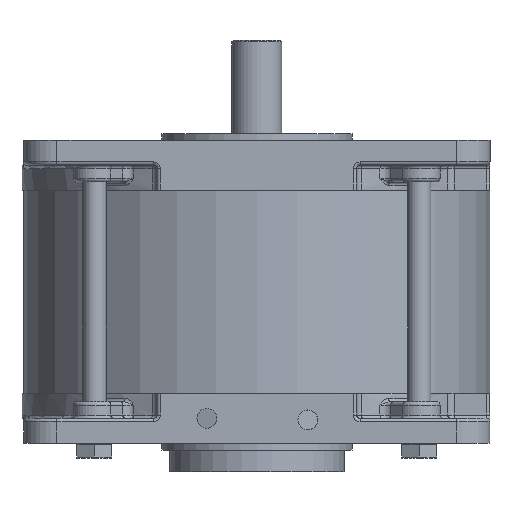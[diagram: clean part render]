
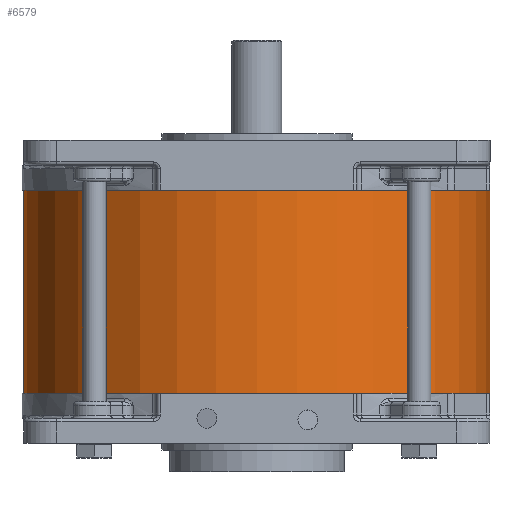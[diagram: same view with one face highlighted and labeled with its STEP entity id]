
A CAD part, front view. The second image highlights one B-rep face of the part: STEP entity #6579.
In plain terms, the highlighted cylindrical face has radius 140 mm (diameter 280 mm), a partial arc.
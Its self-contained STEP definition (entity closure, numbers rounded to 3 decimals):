
#556 = AXIS2_PLACEMENT_3D ( 'NONE', #1620, #37678, #33585 ) ;
#1214 = CARTESIAN_POINT ( 'NONE',  ( -140., 0., 122. ) ) ;
#1355 = EDGE_CURVE ( 'NONE', #13568, #39259, #15212, .T. ) ;
#1432 = VECTOR ( 'NONE', #2839, 1000. ) ;
#1557 = CARTESIAN_POINT ( 'NONE',  ( 140., 0., 0. ) ) ;
#1620 = CARTESIAN_POINT ( 'NONE',  ( 0., 0., 122. ) ) ;
#2424 = CARTESIAN_POINT ( 'NONE',  ( 0., 0., 122. ) ) ;
#2454 = ORIENTED_EDGE ( 'NONE', *, *, #38757, .T. ) ;
#2839 = DIRECTION ( 'NONE',  ( 0., 0., -1. ) ) ;
#3189 = VECTOR ( 'NONE', #35020, 1000. ) ;
#3203 = CIRCLE ( 'NONE', #21877, 140. ) ;
#4117 = VERTEX_POINT ( 'NONE', #14955 ) ;
#6443 = CIRCLE ( 'NONE', #26645, 140. ) ;
#6579 = ADVANCED_FACE ( 'NONE', ( #39754 ), #38728, .T. ) ;
#6845 = ORIENTED_EDGE ( 'NONE', *, *, #1355, .F. ) ;
#6941 = CARTESIAN_POINT ( 'NONE',  ( 140., 0., 122. ) ) ;
#7911 = EDGE_CURVE ( 'NONE', #22757, #13568, #6443, .T. ) ;
#13289 = ORIENTED_EDGE ( 'NONE', *, *, #7911, .F. ) ;
#13402 = EDGE_CURVE ( 'NONE', #4117, #39259, #3203, .T. ) ;
#13568 = VERTEX_POINT ( 'NONE', #28807 ) ;
#14955 = CARTESIAN_POINT ( 'NONE',  ( -140., 0., 0. ) ) ;
#15212 = LINE ( 'NONE', #6941, #1432 ) ;
#15425 = LINE ( 'NONE', #39178, #3189 ) ;
#20130 = DIRECTION ( 'NONE',  ( 1., 0., 0. ) ) ;
#20557 = ORIENTED_EDGE ( 'NONE', *, *, #13402, .T. ) ;
#21877 = AXIS2_PLACEMENT_3D ( 'NONE', #28332, #24228, #20130 ) ;
#22757 = VERTEX_POINT ( 'NONE', #1214 ) ;
#24228 = DIRECTION ( 'NONE',  ( 0., 0., 1. ) ) ;
#26645 = AXIS2_PLACEMENT_3D ( 'NONE', #2424, #34368, #30288 ) ;
#28332 = CARTESIAN_POINT ( 'NONE',  ( 0., 0., 0. ) ) ;
#28807 = CARTESIAN_POINT ( 'NONE',  ( 140., 0., 122. ) ) ;
#30288 = DIRECTION ( 'NONE',  ( 1., 0., 0. ) ) ;
#33585 = DIRECTION ( 'NONE',  ( -1., 0., 0. ) ) ;
#34368 = DIRECTION ( 'NONE',  ( 0., 0., 1. ) ) ;
#34587 = EDGE_LOOP ( 'NONE', ( #6845, #13289, #2454, #20557 ) ) ;
#35020 = DIRECTION ( 'NONE',  ( 0., 0., -1. ) ) ;
#37678 = DIRECTION ( 'NONE',  ( 0., 0., -1. ) ) ;
#38728 = CYLINDRICAL_SURFACE ( 'NONE', #556, 140. ) ;
#38757 = EDGE_CURVE ( 'NONE', #22757, #4117, #15425, .T. ) ;
#39178 = CARTESIAN_POINT ( 'NONE',  ( -140., 0., 122. ) ) ;
#39259 = VERTEX_POINT ( 'NONE', #1557 ) ;
#39754 = FACE_OUTER_BOUND ( 'NONE', #34587, .T. ) ;
